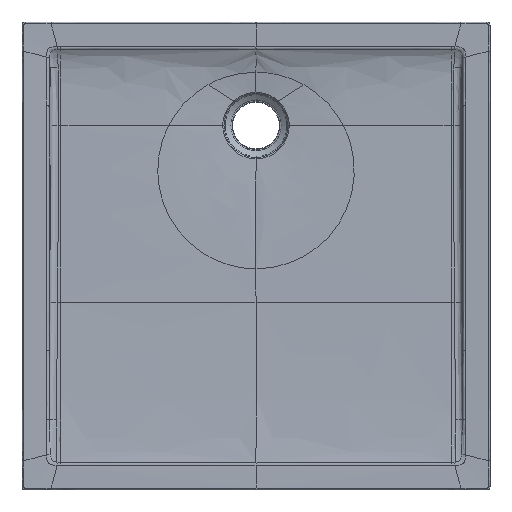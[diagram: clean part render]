
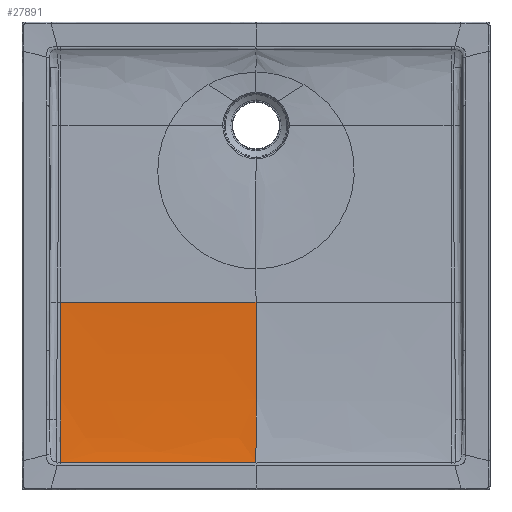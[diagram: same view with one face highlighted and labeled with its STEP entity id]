
A CAD part, top view. The second image highlights one B-rep face of the part: STEP entity #27891.
In plain terms, the highlighted free-form (B-spline) face has degree [3, 3] with [10, 8] control points.
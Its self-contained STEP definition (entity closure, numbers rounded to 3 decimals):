
#775=CARTESIAN_POINT('',(0.,-88.671,
-15.324));
#7587=DIRECTION('',(-1.,0.,0.));
#7588=VECTOR('',#7587,375.);
#7589=CARTESIAN_POINT('',(0.,-396.391,
-1.725));
#7590=LINE('',#7589,#7588);
#7591=CARTESIAN_POINT('',(-375.,-396.384,
-1.695));
#7592=CARTESIAN_POINT('',(-375.,-387.06,
-3.712));
#7593=CARTESIAN_POINT('',(-375.,-355.508,
-6.699));
#7594=CARTESIAN_POINT('',(-375.,-281.768,
-9.784));
#7595=CARTESIAN_POINT('',(-375.,-189.253,
-12.166));
#7596=CARTESIAN_POINT('',(-375.,-122.429,
-13.391));
#7597=CARTESIAN_POINT('',(-375.,-88.671,
-13.963));
#7599=CARTESIAN_POINT('',(-375.,-88.671,
-13.963));
#7600=CARTESIAN_POINT('',(-340.738,-88.671,
-14.142));
#7601=CARTESIAN_POINT('',(-283.579,-88.671,
-14.441));
#7602=CARTESIAN_POINT('',(-220.806,-88.671,
-14.757));
#7603=CARTESIAN_POINT('',(-172.622,-88.671,
-14.974));
#7604=CARTESIAN_POINT('',(-133.001,-88.671,
-15.122));
#7605=CARTESIAN_POINT('',(-97.87,-88.671,
-15.22));
#7606=CARTESIAN_POINT('',(-53.731,-88.671,
-15.302));
#7607=CARTESIAN_POINT('',(-21.492,-88.671,
-15.324));
#7608=CARTESIAN_POINT('',(0.,-88.671,
-15.324));
#7614=CARTESIAN_POINT('',(0.,-396.391,
-1.725));
#7615=CARTESIAN_POINT('',(0.,-387.04,
-3.805));
#7616=CARTESIAN_POINT('',(0.,-355.533,
-7.289));
#7617=CARTESIAN_POINT('',(0.,-281.778,
-10.758));
#7618=CARTESIAN_POINT('',(0.,-189.269,
-13.503));
#7619=CARTESIAN_POINT('',(0.,-122.427,
-14.749));
#7620=CARTESIAN_POINT('',(0.,-88.671,
-15.324));
#8273=CARTESIAN_POINT('',(-375.,-396.384,
-1.695));
#9134=CARTESIAN_POINT('',(-375.,-88.671,
-13.963));
#9135=VERTEX_POINT('',#9134);
#9136=VERTEX_POINT('',#775);
#9185=VERTEX_POINT('',#8273);
#9192=VERTEX_POINT('',#7614);
#27801=CARTESIAN_POINT('',(-378.708,-398.695,
-1.155));
#27802=CARTESIAN_POINT('',(-378.708,-397.968,
-1.338));
#27803=CARTESIAN_POINT('',(-378.708,-388.364,
-3.585));
#27804=CARTESIAN_POINT('',(-378.708,-355.508,
-6.691));
#27805=CARTESIAN_POINT('',(-378.708,-281.768,
-9.77));
#27806=CARTESIAN_POINT('',(-378.708,-188.324,
-12.17));
#27807=CARTESIAN_POINT('',(-378.708,-120.415,
-13.409));
#27808=CARTESIAN_POINT('',(-378.708,-85.62,
-13.995));
#27809=CARTESIAN_POINT('',(-342.792,-398.695,
-1.157));
#27810=CARTESIAN_POINT('',(-342.792,-397.968,
-1.342));
#27811=CARTESIAN_POINT('',(-342.792,-388.364,
-3.62));
#27812=CARTESIAN_POINT('',(-342.792,-355.508,
-6.766));
#27813=CARTESIAN_POINT('',(-342.792,-281.767,
-9.909));
#27814=CARTESIAN_POINT('',(-342.792,-188.324,
-12.356));
#27815=CARTESIAN_POINT('',(-342.792,-120.415,
-13.597));
#27816=CARTESIAN_POINT('',(-342.792,-85.62,
-14.183));
#27817=CARTESIAN_POINT('',(-284.328,-398.695,
-1.159));
#27818=CARTESIAN_POINT('',(-284.328,-397.967,
-1.346));
#27819=CARTESIAN_POINT('',(-284.328,-388.352,
-3.597));
#27820=CARTESIAN_POINT('',(-284.328,-355.512,
-6.916));
#27821=CARTESIAN_POINT('',(-284.328,-281.766,
-10.127));
#27822=CARTESIAN_POINT('',(-284.329,-188.324,
-12.661));
#27823=CARTESIAN_POINT('',(-284.329,-120.415,
-13.903));
#27824=CARTESIAN_POINT('',(-284.329,-85.62,
-14.489));
#27825=CARTESIAN_POINT('',(-220.804,-398.695,
-1.163));
#27826=CARTESIAN_POINT('',(-220.804,-397.967,
-1.354));
#27827=CARTESIAN_POINT('',(-220.804,-388.357,
-3.681));
#27828=CARTESIAN_POINT('',(-220.804,-355.51,
-7.028));
#27829=CARTESIAN_POINT('',(-220.805,-281.769,
-10.364));
#27830=CARTESIAN_POINT('',(-220.806,-188.326,
-12.974));
#27831=CARTESIAN_POINT('',(-220.806,-120.415,
-14.222));
#27832=CARTESIAN_POINT('',(-220.806,-85.62,
-14.808));
#27833=CARTESIAN_POINT('',(-172.619,-398.695,
-1.165));
#27834=CARTESIAN_POINT('',(-172.619,-397.967,
-1.359));
#27835=CARTESIAN_POINT('',(-172.62,-388.355,
-3.71));
#27836=CARTESIAN_POINT('',(-172.62,-355.511,
-7.121));
#27837=CARTESIAN_POINT('',(-172.621,-281.772,
-10.522));
#27838=CARTESIAN_POINT('',(-172.622,-188.33,
-13.188));
#27839=CARTESIAN_POINT('',(-172.622,-120.415,
-14.439));
#27840=CARTESIAN_POINT('',(-172.622,-85.62,
-15.026));
#27841=CARTESIAN_POINT('',(-132.999,-398.695,
-1.167));
#27842=CARTESIAN_POINT('',(-132.999,-397.967,
-1.362));
#27843=CARTESIAN_POINT('',(-132.999,-388.356,
-3.739));
#27844=CARTESIAN_POINT('',(-132.999,-355.512,
-7.179));
#27845=CARTESIAN_POINT('',(-133.,-281.777,
-10.632));
#27846=CARTESIAN_POINT('',(-133.001,-188.334,
-13.333));
#27847=CARTESIAN_POINT('',(-133.001,-120.414,
-14.587));
#27848=CARTESIAN_POINT('',(-133.001,-85.62,
-15.174));
#27849=CARTESIAN_POINT('',(-97.868,-398.695,
-1.168));
#27850=CARTESIAN_POINT('',(-97.868,-397.967,
-1.364));
#27851=CARTESIAN_POINT('',(-97.868,-388.354,
-3.75));
#27852=CARTESIAN_POINT('',(-97.868,-355.513,
-7.22));
#27853=CARTESIAN_POINT('',(-97.869,-281.78,
-10.704));
#27854=CARTESIAN_POINT('',(-97.87,-188.336,
-13.428));
#27855=CARTESIAN_POINT('',(-97.87,-120.414,
-14.684));
#27856=CARTESIAN_POINT('',(-97.87,-85.621,
-15.272));
#27857=CARTESIAN_POINT('',(-52.445,-398.695,
-1.169));
#27858=CARTESIAN_POINT('',(-52.445,-397.968,
-1.367));
#27859=CARTESIAN_POINT('',(-52.445,-388.363,
-3.794));
#27860=CARTESIAN_POINT('',(-52.445,-355.512,
-7.249));
#27861=CARTESIAN_POINT('',(-52.446,-281.782,
-10.762));
#27862=CARTESIAN_POINT('',(-52.446,-188.339,
-13.509));
#27863=CARTESIAN_POINT('',(-52.446,-120.413,
-14.768));
#27864=CARTESIAN_POINT('',(-52.446,-85.621,
-15.357));
#27865=CARTESIAN_POINT('',(-18.991,-398.694,
-1.167));
#27866=CARTESIAN_POINT('',(-18.991,-397.966,
-1.361));
#27867=CARTESIAN_POINT('',(-18.991,-388.323,
-3.653));
#27868=CARTESIAN_POINT('',(-18.991,-355.522,
-7.292));
#27869=CARTESIAN_POINT('',(-18.991,-281.778,
-10.757));
#27870=CARTESIAN_POINT('',(-18.991,-188.34,
-13.532));
#27871=CARTESIAN_POINT('',(-18.991,-120.413,
-14.788));
#27872=CARTESIAN_POINT('',(-18.991,-85.621,
-15.377));
#27873=CARTESIAN_POINT('',(3.753,-398.694,-1.167));
#27874=CARTESIAN_POINT('',(3.753,-397.966,
-1.362));
#27875=CARTESIAN_POINT('',(3.753,-388.326,
-3.664));
#27876=CARTESIAN_POINT('',(3.753,-355.521,
-7.289));
#27877=CARTESIAN_POINT('',(3.753,-281.778,
-10.758));
#27878=CARTESIAN_POINT('',(3.754,-188.34,
-13.53));
#27879=CARTESIAN_POINT('',(3.754,-120.413,
-14.787));
#27880=CARTESIAN_POINT('',(3.754,-85.621,
-15.375));
#27881=B_SPLINE_SURFACE_WITH_KNOTS('',3,3,((#27801,#27802,#27803,#27804,#27805,
#27806,#27807,#27808),(#27809,#27810,#27811,#27812,#27813,#27814,#27815,#27816),
(#27817,#27818,#27819,#27820,#27821,#27822,#27823,#27824),(#27825,#27826,#27827,
#27828,#27829,#27830,#27831,#27832),(#27833,#27834,#27835,#27836,#27837,#27838,
#27839,#27840),(#27841,#27842,#27843,#27844,#27845,#27846,#27847,#27848),
(#27849,#27850,#27851,#27852,#27853,#27854,#27855,#27856),(#27857,#27858,#27859,
#27860,#27861,#27862,#27863,#27864),(#27865,#27866,#27867,#27868,#27869,#27870,
#27871,#27872),(#27873,#27874,#27875,#27876,#27877,#27878,#27879,#27880)),
.UNSPECIFIED.,.F.,.F.,.F.,(4,1,1,1,1,1,1,4),(4,1,1,1,1,4),(-1.681,
46.875,93.75,140.625,187.5,
234.375,281.25,380.458),(53.61,
60.526,139.794,227.935,316.075,
406.87),.UNSPECIFIED.);
#27883=ORIENTED_EDGE('',*,*,#27882,.F.);
#27885=ORIENTED_EDGE('',*,*,#27884,.T.);
#27887=ORIENTED_EDGE('',*,*,#27886,.T.);
#27888=ORIENTED_EDGE('',*,*,#10886,.T.);
#27889=EDGE_LOOP('',(#27883,#27885,#27887,#27888));
#27890=FACE_OUTER_BOUND('',#27889,.F.);
#27891=ADVANCED_FACE('',(#27890),#27881,.T.);
#7598=B_SPLINE_CURVE_WITH_KNOTS('',3,(#7591,#7592,#7593,#7594,#7595,#7596,
#7597),.UNSPECIFIED.,.F.,.F.,(4,1,1,1,4),(0.,0.231,
0.487,0.744,1.),.UNSPECIFIED.);
#7609=B_SPLINE_CURVE_WITH_KNOTS('',3,(#7599,#7600,#7601,#7602,#7603,#7604,#7605,
#7606,#7607,#7608),.UNSPECIFIED.,.F.,.F.,(4,1,1,1,1,1,1,4),(0.,
0.125,0.25,0.375,0.5,
0.625,0.75,1.),.UNSPECIFIED.);
#7621=B_SPLINE_CURVE_WITH_KNOTS('',3,(#7614,#7615,#7616,#7617,#7618,#7619,
#7620),.UNSPECIFIED.,.F.,.F.,(4,1,1,1,4),(0.,0.231,
0.487,0.744,1.),.UNSPECIFIED.);
#10886=EDGE_CURVE('',#9135,#9136,#7609,.T.);
#27882=EDGE_CURVE('',#9192,#9136,#7621,.T.);
#27884=EDGE_CURVE('',#9192,#9185,#7590,.T.);
#27886=EDGE_CURVE('',#9185,#9135,#7598,.T.);
